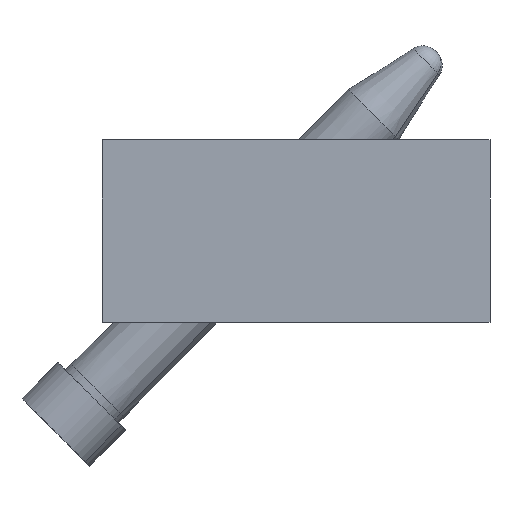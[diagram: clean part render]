
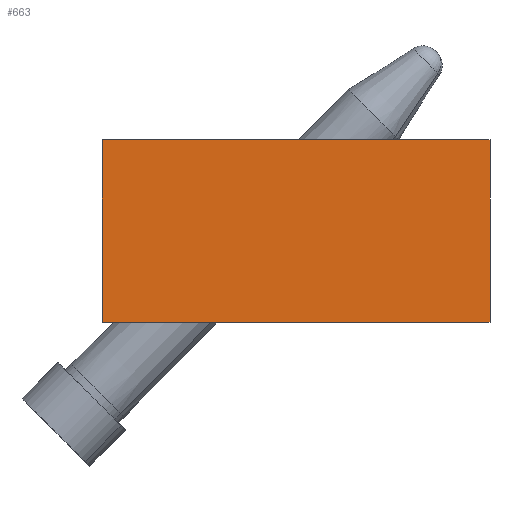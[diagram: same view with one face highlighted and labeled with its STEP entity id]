
A CAD part, left-side view. The second image highlights one B-rep face of the part: STEP entity #663.
In plain terms, the highlighted planar face has unit normal (-1, 0, 0).
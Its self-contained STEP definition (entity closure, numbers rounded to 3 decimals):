
#15 = LINE ( 'NONE', #353, #58 ) ;
#58 = VECTOR ( 'NONE', #1009, 1000. ) ;
#103 = PLANE ( 'NONE',  #454 ) ;
#148 = CARTESIAN_POINT ( 'NONE',  ( 0., -20., 0. ) ) ;
#170 = CARTESIAN_POINT ( 'NONE',  ( 0., -20., -40. ) ) ;
#186 = DIRECTION ( 'NONE',  ( -1., 0., 0. ) ) ;
#191 = CARTESIAN_POINT ( 'NONE',  ( 0., 65., 0. ) ) ;
#194 = VERTEX_POINT ( 'NONE', #148 ) ;
#227 = VECTOR ( 'NONE', #526, 1000. ) ;
#260 = EDGE_CURVE ( 'NONE', #878, #194, #1016, .T. ) ;
#293 = ORIENTED_EDGE ( 'NONE', *, *, #397, .F. ) ;
#338 = VERTEX_POINT ( 'NONE', #425 ) ;
#344 = EDGE_CURVE ( 'NONE', #878, #857, #15, .T. ) ;
#352 = LINE ( 'NONE', #191, #227 ) ;
#353 = CARTESIAN_POINT ( 'NONE',  ( 0., -20., -40. ) ) ;
#356 = DIRECTION ( 'NONE',  ( 0., 0., 1. ) ) ;
#374 = EDGE_LOOP ( 'NONE', ( #422, #293, #681, #519 ) ) ;
#397 = EDGE_CURVE ( 'NONE', #857, #338, #352, .T. ) ;
#416 = LINE ( 'NONE', #575, #537 ) ;
#422 = ORIENTED_EDGE ( 'NONE', *, *, #818, .T. ) ;
#425 = CARTESIAN_POINT ( 'NONE',  ( 0., 65., 0. ) ) ;
#454 = AXIS2_PLACEMENT_3D ( 'NONE', #930, #186, #356 ) ;
#511 = DIRECTION ( 'NONE',  ( 0., 0., 1. ) ) ;
#519 = ORIENTED_EDGE ( 'NONE', *, *, #260, .T. ) ;
#520 = CARTESIAN_POINT ( 'NONE',  ( 0., -20., 0. ) ) ;
#526 = DIRECTION ( 'NONE',  ( 0., 0., 1. ) ) ;
#537 = VECTOR ( 'NONE', #948, 1000. ) ;
#575 = CARTESIAN_POINT ( 'NONE',  ( 0., -20., 0. ) ) ;
#600 = FACE_OUTER_BOUND ( 'NONE', #374, .T. ) ;
#663 = ADVANCED_FACE ( 'NONE', ( #600 ), #103, .T. ) ;
#681 = ORIENTED_EDGE ( 'NONE', *, *, #344, .F. ) ;
#703 = VECTOR ( 'NONE', #511, 1000. ) ;
#818 = EDGE_CURVE ( 'NONE', #194, #338, #416, .T. ) ;
#857 = VERTEX_POINT ( 'NONE', #912 ) ;
#878 = VERTEX_POINT ( 'NONE', #170 ) ;
#912 = CARTESIAN_POINT ( 'NONE',  ( 0., 65., -40. ) ) ;
#930 = CARTESIAN_POINT ( 'NONE',  ( 0., -20., 0. ) ) ;
#948 = DIRECTION ( 'NONE',  ( 0., 1., 0. ) ) ;
#1009 = DIRECTION ( 'NONE',  ( 0., 1., 0. ) ) ;
#1016 = LINE ( 'NONE', #520, #703 ) ;
